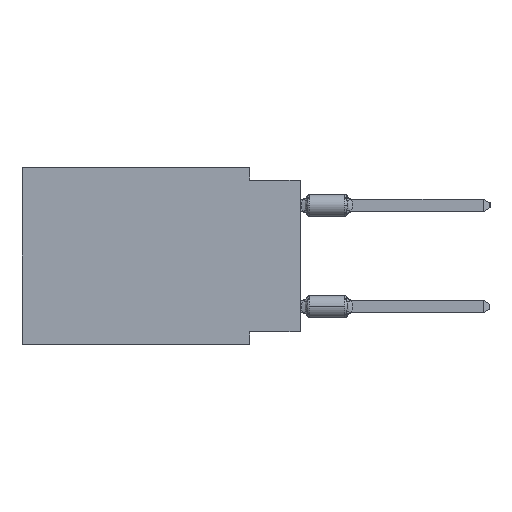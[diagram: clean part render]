
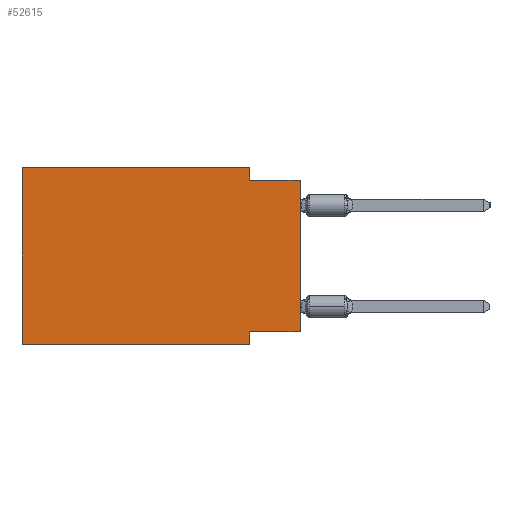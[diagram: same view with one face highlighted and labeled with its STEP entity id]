
A CAD part, left-side view. The second image highlights one B-rep face of the part: STEP entity #52615.
In plain terms, the highlighted planar face has unit normal (-1, 0, 0).
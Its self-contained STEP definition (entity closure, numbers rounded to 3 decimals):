
#1099 = DIRECTION ( 'NONE',  ( 0., 0., -1. ) ) ;
#1165 = ORIENTED_EDGE ( 'NONE', *, *, #12779, .F. ) ;
#1967 = CARTESIAN_POINT ( 'NONE',  ( 0., 2.54, 0. ) ) ;
#3538 = ORIENTED_EDGE ( 'NONE', *, *, #23291, .F. ) ;
#4681 = EDGE_LOOP ( 'NONE', ( #18544, #54451, #1165, #3538, #16360, #10278, #27963, #16933 ) ) ;
#5026 = LINE ( 'NONE', #54131, #6526 ) ;
#5246 = LINE ( 'NONE', #25626, #34232 ) ;
#6526 = VECTOR ( 'NONE', #29870, 1000. ) ;
#7248 = EDGE_CURVE ( 'NONE', #19772, #17349, #5026, .T. ) ;
#7360 = VERTEX_POINT ( 'NONE', #26024 ) ;
#10278 = ORIENTED_EDGE ( 'NONE', *, *, #25448, .T. ) ;
#10885 = DIRECTION ( 'NONE',  ( 0., 0., -1. ) ) ;
#11702 = LINE ( 'NONE', #17134, #60528 ) ;
#11711 = AXIS2_PLACEMENT_3D ( 'NONE', #50564, #36550, #17448 ) ;
#12779 = EDGE_CURVE ( 'NONE', #32477, #7360, #49754, .T. ) ;
#14266 = CARTESIAN_POINT ( 'NONE',  ( 0., 2.54, -8.89 ) ) ;
#14595 = VERTEX_POINT ( 'NONE', #62035 ) ;
#14801 = DIRECTION ( 'NONE',  ( 0., -1., 0. ) ) ;
#16360 = ORIENTED_EDGE ( 'NONE', *, *, #34042, .F. ) ;
#16933 = ORIENTED_EDGE ( 'NONE', *, *, #52551, .F. ) ;
#17134 = CARTESIAN_POINT ( 'NONE',  ( 0., 0., -8.255 ) ) ;
#17349 = VERTEX_POINT ( 'NONE', #45528 ) ;
#17448 = DIRECTION ( 'NONE',  ( 0., 0., -1. ) ) ;
#18304 = CARTESIAN_POINT ( 'NONE',  ( 0., 0., -0.635 ) ) ;
#18544 = ORIENTED_EDGE ( 'NONE', *, *, #7248, .T. ) ;
#19680 = EDGE_CURVE ( 'NONE', #7360, #17349, #61903, .T. ) ;
#19772 = VERTEX_POINT ( 'NONE', #39599 ) ;
#23291 = EDGE_CURVE ( 'NONE', #14595, #32477, #24368, .T. ) ;
#24347 = VERTEX_POINT ( 'NONE', #33750 ) ;
#24368 = LINE ( 'NONE', #59348, #32239 ) ;
#25448 = EDGE_CURVE ( 'NONE', #24347, #31511, #37586, .T. ) ;
#25626 = CARTESIAN_POINT ( 'NONE',  ( 0., 2.54, -8.89 ) ) ;
#26024 = CARTESIAN_POINT ( 'NONE',  ( 0., 2.54, -0.635 ) ) ;
#27963 = ORIENTED_EDGE ( 'NONE', *, *, #34016, .F. ) ;
#29139 = LINE ( 'NONE', #49498, #46454 ) ;
#29522 = VECTOR ( 'NONE', #52358, 1000. ) ;
#29870 = DIRECTION ( 'NONE',  ( 0., 0., 1. ) ) ;
#31511 = VERTEX_POINT ( 'NONE', #14266 ) ;
#32239 = VECTOR ( 'NONE', #14801, 1000. ) ;
#32477 = VERTEX_POINT ( 'NONE', #34618 ) ;
#33451 = DIRECTION ( 'NONE',  ( 0., -1., 0. ) ) ;
#33580 = CARTESIAN_POINT ( 'NONE',  ( 0., 2.54, -8.255 ) ) ;
#33750 = CARTESIAN_POINT ( 'NONE',  ( 0., 13.97, -8.89 ) ) ;
#33763 = CARTESIAN_POINT ( 'NONE',  ( 0., 13.97, -8.89 ) ) ;
#34016 = EDGE_CURVE ( 'NONE', #44247, #31511, #5246, .T. ) ;
#34042 = EDGE_CURVE ( 'NONE', #24347, #14595, #29139, .T. ) ;
#34232 = VECTOR ( 'NONE', #1099, 1000. ) ;
#34618 = CARTESIAN_POINT ( 'NONE',  ( 0., 2.54, 0. ) ) ;
#36550 = DIRECTION ( 'NONE',  ( 1., 0., 0. ) ) ;
#37586 = LINE ( 'NONE', #33763, #49552 ) ;
#39599 = CARTESIAN_POINT ( 'NONE',  ( 0., 0., -8.255 ) ) ;
#41550 = VECTOR ( 'NONE', #10885, 1000. ) ;
#44247 = VERTEX_POINT ( 'NONE', #33580 ) ;
#45528 = CARTESIAN_POINT ( 'NONE',  ( 0., 0., -0.635 ) ) ;
#46454 = VECTOR ( 'NONE', #53970, 1000. ) ;
#49498 = CARTESIAN_POINT ( 'NONE',  ( 0., 13.97, 0. ) ) ;
#49552 = VECTOR ( 'NONE', #33451, 1000. ) ;
#49754 = LINE ( 'NONE', #1967, #41550 ) ;
#50564 = CARTESIAN_POINT ( 'NONE',  ( 0., 13.97, 0. ) ) ;
#52358 = DIRECTION ( 'NONE',  ( 0., -1., 0. ) ) ;
#52551 = EDGE_CURVE ( 'NONE', #19772, #44247, #11702, .T. ) ;
#52615 = ADVANCED_FACE ( 'NONE', ( #60411 ), #55335, .F. ) ;
#53970 = DIRECTION ( 'NONE',  ( 0., 0., 1. ) ) ;
#54131 = CARTESIAN_POINT ( 'NONE',  ( 0., 0., 0. ) ) ;
#54451 = ORIENTED_EDGE ( 'NONE', *, *, #19680, .F. ) ;
#55335 = PLANE ( 'NONE',  #11711 ) ;
#59348 = CARTESIAN_POINT ( 'NONE',  ( 0., 13.97, 0. ) ) ;
#60411 = FACE_OUTER_BOUND ( 'NONE', #4681, .T. ) ;
#60528 = VECTOR ( 'NONE', #60729, 1000. ) ;
#60729 = DIRECTION ( 'NONE',  ( 0., 1., 0. ) ) ;
#61903 = LINE ( 'NONE', #18304, #29522 ) ;
#62035 = CARTESIAN_POINT ( 'NONE',  ( 0., 13.97, 0. ) ) ;
